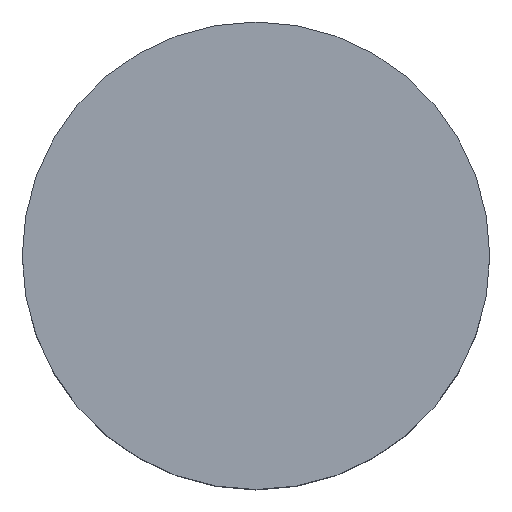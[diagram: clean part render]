
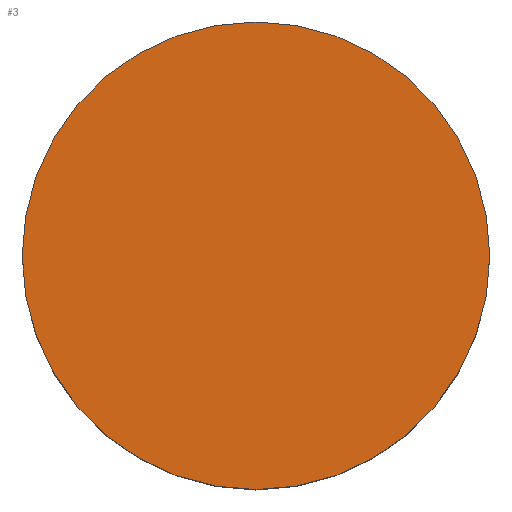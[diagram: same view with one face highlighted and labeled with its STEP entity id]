
A CAD part, top view. The second image highlights one B-rep face of the part: STEP entity #3.
In plain terms, the highlighted planar face has unit normal (0, 0, 1).
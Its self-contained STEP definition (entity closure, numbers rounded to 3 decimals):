
#3 = ADVANCED_FACE ( 'NONE', ( #308 ), #192, .T. ) ;
#44 = EDGE_CURVE ( 'NONE', #137, #327, #77, .T. ) ;
#52 = CARTESIAN_POINT ( 'NONE',  ( 2., 0., 0. ) ) ;
#55 = ORIENTED_EDGE ( 'NONE', *, *, #44, .T. ) ;
#63 = CARTESIAN_POINT ( 'NONE',  ( 0., 0., 0. ) ) ;
#64 = DIRECTION ( 'NONE',  ( 1., 0., 0. ) ) ;
#77 = CIRCLE ( 'NONE', #297, 2. ) ;
#83 = DIRECTION ( 'NONE',  ( 0., 0., 1. ) ) ;
#113 = CARTESIAN_POINT ( 'NONE',  ( 0., 0., 0. ) ) ;
#137 = VERTEX_POINT ( 'NONE', #52 ) ;
#140 = DIRECTION ( 'NONE',  ( 1., 0., 0. ) ) ;
#192 = PLANE ( 'NONE',  #337 ) ;
#218 = EDGE_CURVE ( 'NONE', #327, #137, #279, .T. ) ;
#229 = DIRECTION ( 'NONE',  ( 0., 0., 1. ) ) ;
#230 = ORIENTED_EDGE ( 'NONE', *, *, #218, .T. ) ;
#252 = CARTESIAN_POINT ( 'NONE',  ( -2., 0., 0. ) ) ;
#253 = DIRECTION ( 'NONE',  ( 1., 0., 0. ) ) ;
#258 = CARTESIAN_POINT ( 'NONE',  ( 0., 0., 0. ) ) ;
#279 = CIRCLE ( 'NONE', #307, 2. ) ;
#281 = EDGE_LOOP ( 'NONE', ( #55, #230 ) ) ;
#282 = DIRECTION ( 'NONE',  ( 0., 0., 1. ) ) ;
#297 = AXIS2_PLACEMENT_3D ( 'NONE', #258, #229, #64 ) ;
#307 = AXIS2_PLACEMENT_3D ( 'NONE', #113, #83, #140 ) ;
#308 = FACE_OUTER_BOUND ( 'NONE', #281, .T. ) ;
#327 = VERTEX_POINT ( 'NONE', #252 ) ;
#337 = AXIS2_PLACEMENT_3D ( 'NONE', #63, #282, #253 ) ;
